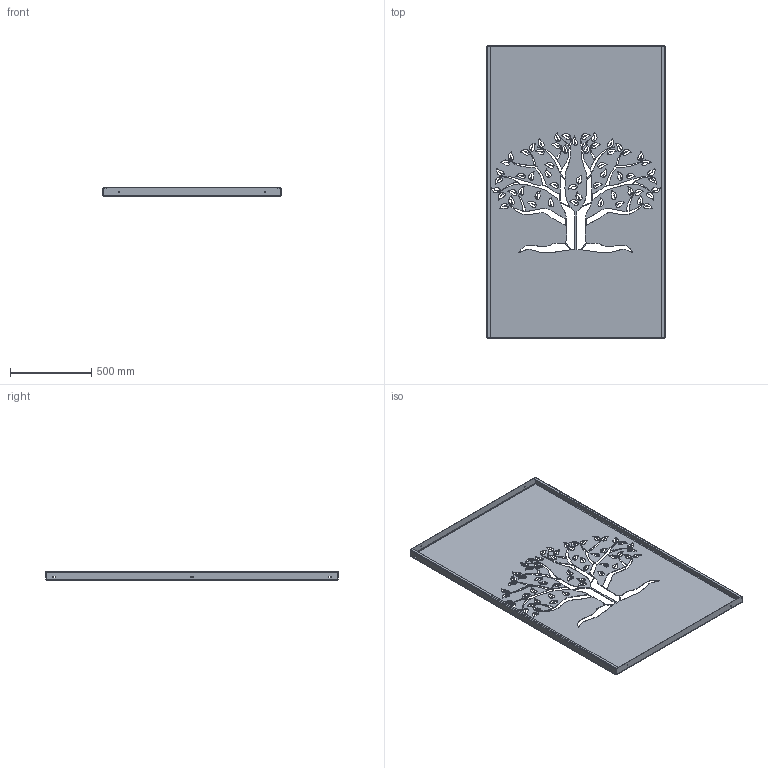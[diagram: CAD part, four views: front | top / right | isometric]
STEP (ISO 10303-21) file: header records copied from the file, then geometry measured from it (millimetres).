
FILE_DESCRIPTION (( 'STEP AP203' ), '1' );
FILE_NAME ('APA08.STEP', '2019-10-18T08:25:23', ( '' ), ( '' ), 'SwSTEP 2.0', 'SolidWorks 2019', '' );
FILE_SCHEMA (( 'CONFIG_CONTROL_DESIGN' ));
Length unit declared in the file: millimetre
Products named in the file (1): APA08
Bounding box: 1100 x 1800 x 50 mm (x, y, z)
Volume: 6382100.5 mm3; surface area: 4256303.8 mm2
Topology: 1 solids, 1 shells, 416 faces, 1194 edges, 780 vertices
Faces by surface type: bspline 286, cylinder 66, plane 64
Entity records: 20541 total; most frequent: CARTESIAN_POINT 11119, ORIENTED_EDGE 2388, EDGE_CURVE 1194, DIRECTION 998, VERTEX_POINT 780, EDGE_LOOP 602, B_SPLINE_CURVE_WITH_KNOTS 574, VECTOR 504
